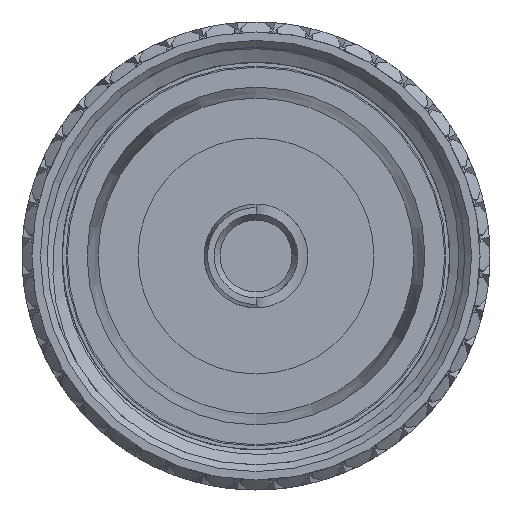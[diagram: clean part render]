
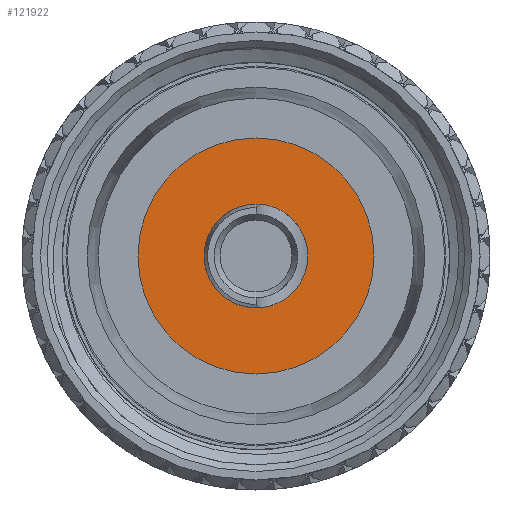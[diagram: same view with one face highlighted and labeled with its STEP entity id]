
A CAD part, left-side view. The second image highlights one B-rep face of the part: STEP entity #121922.
In plain terms, the highlighted planar face has unit normal (-1, 0, 0).
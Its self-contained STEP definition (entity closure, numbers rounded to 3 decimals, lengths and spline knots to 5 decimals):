
#2043 = EDGE_LOOP ( 'NONE', ( #18207 ) ) ;
#5172 = AXIS2_PLACEMENT_3D ( 'NONE', #91832, #113823, #124800 ) ;
#15865 = CARTESIAN_POINT ( 'NONE',  ( 0.43316, 0., 0. ) ) ;
#16558 = DIRECTION ( 'NONE',  ( 0., 0., 1. ) ) ;
#18207 = ORIENTED_EDGE ( 'NONE', *, *, #101743, .F. ) ;
#18593 = EDGE_LOOP ( 'NONE', ( #116207 ) ) ;
#40536 = AXIS2_PLACEMENT_3D ( 'NONE', #66940, #57325, #48385 ) ;
#48385 = DIRECTION ( 'NONE',  ( 0., 0., 1. ) ) ;
#48655 = FACE_BOUND ( 'NONE', #2043, .T. ) ;
#51137 = CARTESIAN_POINT ( 'NONE',  ( 0.43316, 0., 0.0775 ) ) ;
#53122 = CARTESIAN_POINT ( 'NONE',  ( 0.43316, 0., 0.17656 ) ) ;
#57325 = DIRECTION ( 'NONE',  ( -1., 0., 0. ) ) ;
#61008 = PLANE ( 'NONE',  #5172 ) ;
#65619 = AXIS2_PLACEMENT_3D ( 'NONE', #15865, #110756, #16558 ) ;
#66940 = CARTESIAN_POINT ( 'NONE',  ( 0.43316, 0., 0. ) ) ;
#79892 = CIRCLE ( 'NONE', #40536, 0.0775 ) ;
#82929 = FACE_OUTER_BOUND ( 'NONE', #18593, .T. ) ;
#83142 = CIRCLE ( 'NONE', #65619, 0.17656 ) ;
#91832 = CARTESIAN_POINT ( 'NONE',  ( 0.43316, 0.17656, 0. ) ) ;
#94955 = VERTEX_POINT ( 'NONE', #51137 ) ;
#95182 = EDGE_CURVE ( 'NONE', #113587, #113587, #83142, .T. ) ;
#101743 = EDGE_CURVE ( 'NONE', #94955, #94955, #79892, .T. ) ;
#110756 = DIRECTION ( 'NONE',  ( -1., 0., 0. ) ) ;
#113587 = VERTEX_POINT ( 'NONE', #53122 ) ;
#113823 = DIRECTION ( 'NONE',  ( 1., 0., 0. ) ) ;
#116207 = ORIENTED_EDGE ( 'NONE', *, *, #95182, .T. ) ;
#121922 = ADVANCED_FACE ( 'NONE', ( #48655, #82929 ), #61008, .F. ) ;
#124800 = DIRECTION ( 'NONE',  ( 0., 1., 0. ) ) ;
